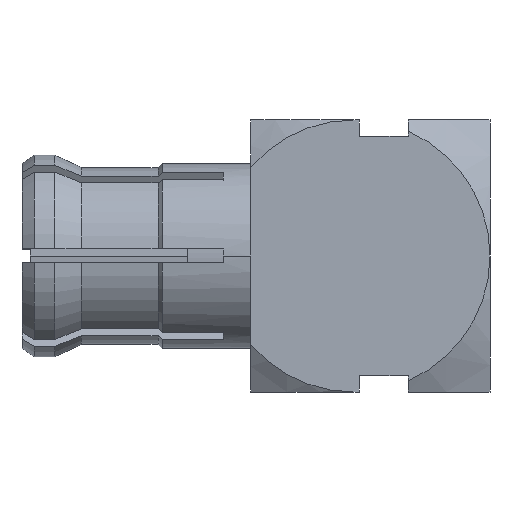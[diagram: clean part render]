
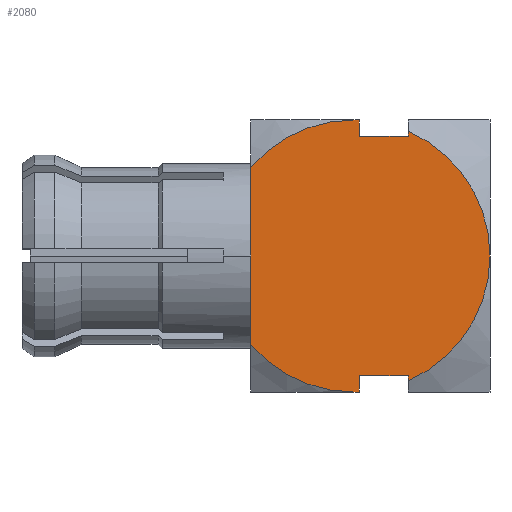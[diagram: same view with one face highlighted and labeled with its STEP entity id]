
A CAD part, left-side view. The second image highlights one B-rep face of the part: STEP entity #2080.
In plain terms, the highlighted planar face has unit normal (-1, 0, 0).
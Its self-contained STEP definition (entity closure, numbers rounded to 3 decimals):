
#1=DIRECTION('',(0.,0.,1.));
#2=VECTOR('',#1,3.25);
#3=CARTESIAN_POINT('',(0.,1.9,-1.625));
#4=LINE('',#3,#2);
#5=CARTESIAN_POINT('',(0.,0.,0.));
#6=DIRECTION('',(1.,0.,0.));
#7=DIRECTION('',(0.,0.76,0.65));
#8=AXIS2_PLACEMENT_3D('',#5,#6,#7);
#10=DIRECTION('',(0.,-1.,0.));
#11=VECTOR('',#10,0.1);
#12=CARTESIAN_POINT('',(0.,0.,2.5));
#13=LINE('',#12,#11);
#14=DIRECTION('',(0.,0.,-1.));
#15=VECTOR('',#14,0.3);
#16=CARTESIAN_POINT('',(0.,-0.1,2.5));
#17=LINE('',#16,#15);
#18=DIRECTION('',(0.,-1.,0.));
#19=VECTOR('',#18,0.9);
#20=CARTESIAN_POINT('',(0.,-0.1,2.2));
#21=LINE('',#20,#19);
#22=DIRECTION('',(0.,0.,-1.));
#23=VECTOR('',#22,0.091);
#24=CARTESIAN_POINT('',(0.,-1.,2.291));
#25=LINE('',#24,#23);
#26=CARTESIAN_POINT('',(0.,0.,0.));
#27=DIRECTION('',(1.,0.,0.));
#28=DIRECTION('',(0.,-1.,0.));
#29=AXIS2_PLACEMENT_3D('',#26,#27,#28);
#31=DIRECTION('',(0.,0.,1.));
#32=VECTOR('',#31,0.091);
#33=CARTESIAN_POINT('',(0.,-1.,-2.291));
#34=LINE('',#33,#32);
#35=DIRECTION('',(0.,1.,0.));
#36=VECTOR('',#35,0.9);
#37=CARTESIAN_POINT('',(0.,-1.,-2.2));
#38=LINE('',#37,#36);
#39=DIRECTION('',(0.,0.,1.));
#40=VECTOR('',#39,0.3);
#41=CARTESIAN_POINT('',(0.,-0.1,-2.5));
#42=LINE('',#41,#40);
#43=DIRECTION('',(0.,1.,0.));
#44=VECTOR('',#43,0.1);
#45=CARTESIAN_POINT('',(0.,-0.1,-2.5));
#46=LINE('',#45,#44);
#47=CARTESIAN_POINT('',(0.,0.,0.));
#48=DIRECTION('',(-1.,0.,0.));
#49=DIRECTION('',(0.,0.76,-0.65));
#50=AXIS2_PLACEMENT_3D('',#47,#48,#49);
#59=CARTESIAN_POINT('',(0.,0.,-2.5));
#167=CARTESIAN_POINT('',(0.,0.,0.));
#168=DIRECTION('',(-1.,0.,0.));
#169=DIRECTION('',(0.,-1.,0.));
#170=AXIS2_PLACEMENT_3D('',#167,#168,#169);
#199=CARTESIAN_POINT('',(0.,-1.,2.291));
#1685=CARTESIAN_POINT('',(0.,1.9,1.625));
#1686=CARTESIAN_POINT('',(0.,0.,2.5));
#1687=VERTEX_POINT('',#1685);
#1688=VERTEX_POINT('',#1686);
#1689=CARTESIAN_POINT('',(0.,-2.5,0.));
#1690=CARTESIAN_POINT('',(0.,-1.,-2.291));
#1691=VERTEX_POINT('',#1689);
#1692=VERTEX_POINT('',#1690);
#1704=VERTEX_POINT('',#59);
#1712=CARTESIAN_POINT('',(0.,1.9,-1.625));
#1713=VERTEX_POINT('',#1712);
#1715=CARTESIAN_POINT('',(0.,-1.,-2.2));
#1716=CARTESIAN_POINT('',(0.,-0.1,-2.2));
#1717=VERTEX_POINT('',#1715);
#1718=VERTEX_POINT('',#1716);
#1719=CARTESIAN_POINT('',(0.,-0.1,-2.5));
#1720=VERTEX_POINT('',#1719);
#1721=CARTESIAN_POINT('',(0.,-0.1,2.5));
#1722=CARTESIAN_POINT('',(0.,-0.1,2.2));
#1723=VERTEX_POINT('',#1721);
#1724=VERTEX_POINT('',#1722);
#1725=CARTESIAN_POINT('',(0.,-1.,2.2));
#1726=VERTEX_POINT('',#1725);
#1739=VERTEX_POINT('',#199);
#2047=CARTESIAN_POINT('',(0.,0.,0.));
#2048=DIRECTION('',(1.,0.,0.));
#2049=DIRECTION('',(0.,0.,-1.));
#2050=AXIS2_PLACEMENT_3D('',#2047,#2048,#2049);
#2051=PLANE('',#2050);
#2053=ORIENTED_EDGE('',*,*,#2052,.F.);
#2055=ORIENTED_EDGE('',*,*,#2054,.T.);
#2057=ORIENTED_EDGE('',*,*,#2056,.T.);
#2059=ORIENTED_EDGE('',*,*,#2058,.T.);
#2061=ORIENTED_EDGE('',*,*,#2060,.T.);
#2063=ORIENTED_EDGE('',*,*,#2062,.T.);
#2065=ORIENTED_EDGE('',*,*,#2064,.F.);
#2067=ORIENTED_EDGE('',*,*,#2066,.F.);
#2069=ORIENTED_EDGE('',*,*,#2068,.T.);
#2071=ORIENTED_EDGE('',*,*,#2070,.T.);
#2073=ORIENTED_EDGE('',*,*,#2072,.T.);
#2075=ORIENTED_EDGE('',*,*,#2074,.F.);
#2077=ORIENTED_EDGE('',*,*,#2076,.T.);
#2078=EDGE_LOOP('',(#2053,#2055,#2057,#2059,#2061,#2063,#2065,#2067,#2069,#2071,
#2073,#2075,#2077));
#2079=FACE_OUTER_BOUND('',#2078,.F.);
#2080=ADVANCED_FACE('',(#2079),#2051,.F.);
#9=CIRCLE('',#8,2.5);
#30=CIRCLE('',#29,2.5);
#51=CIRCLE('',#50,2.5);
#171=CIRCLE('',#170,2.5);
#2052=EDGE_CURVE('',#1713,#1704,#51,.T.);
#2054=EDGE_CURVE('',#1713,#1687,#4,.T.);
#2056=EDGE_CURVE('',#1687,#1688,#9,.T.);
#2058=EDGE_CURVE('',#1688,#1723,#13,.T.);
#2060=EDGE_CURVE('',#1723,#1724,#17,.T.);
#2062=EDGE_CURVE('',#1724,#1726,#21,.T.);
#2064=EDGE_CURVE('',#1739,#1726,#25,.T.);
#2066=EDGE_CURVE('',#1691,#1739,#171,.T.);
#2068=EDGE_CURVE('',#1691,#1692,#30,.T.);
#2070=EDGE_CURVE('',#1692,#1717,#34,.T.);
#2072=EDGE_CURVE('',#1717,#1718,#38,.T.);
#2074=EDGE_CURVE('',#1720,#1718,#42,.T.);
#2076=EDGE_CURVE('',#1720,#1704,#46,.T.);
